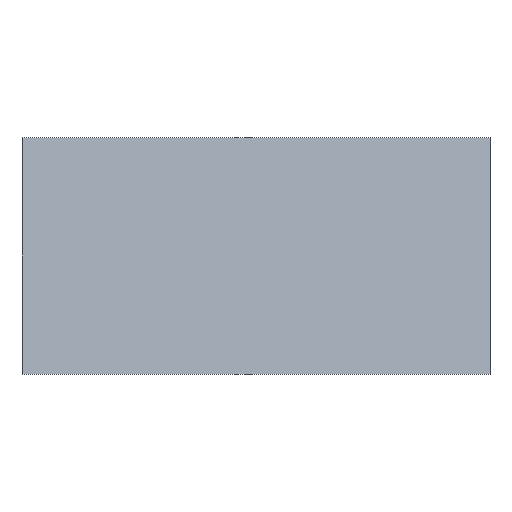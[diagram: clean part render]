
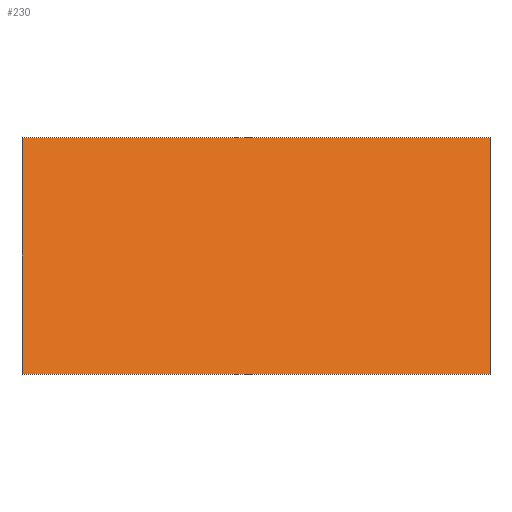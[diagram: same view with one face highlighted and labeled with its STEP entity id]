
A CAD part, front view. The second image highlights one B-rep face of the part: STEP entity #230.
In plain terms, the highlighted planar face has unit normal (0, -0.966, 0.259).
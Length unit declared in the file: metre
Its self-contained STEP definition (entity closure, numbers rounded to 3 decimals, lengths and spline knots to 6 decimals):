
#48=ORIENTED_EDGE('',*,*,#74,.T.);
#49=ORIENTED_EDGE('',*,*,#86,.F.);
#50=ORIENTED_EDGE('',*,*,#92,.F.);
#51=ORIENTED_EDGE('',*,*,#90,.F.);
#74=EDGE_CURVE('',#105,#104,#124,.T.);
#86=EDGE_CURVE('',#115,#104,#136,.T.);
#90=EDGE_CURVE('',#105,#117,#140,.T.);
#92=EDGE_CURVE('',#117,#115,#142,.T.);
#104=VERTEX_POINT('',#326);
#105=VERTEX_POINT('',#328);
#115=VERTEX_POINT('',#351);
#117=VERTEX_POINT('',#359);
#124=LINE('',#327,#154);
#136=LINE('',#352,#166);
#140=LINE('',#358,#170);
#142=LINE('',#362,#172);
#154=VECTOR('',#268,1.);
#166=VECTOR('',#284,1.);
#170=VECTOR('',#290,1.);
#172=VECTOR('',#294,1.);
#190=EDGE_LOOP('',(#48,#49,#50,#51));
#204=FACE_BOUND('',#190,.T.);
#217=PLANE('',#256);
#230=ADVANCED_FACE('',(#204),#217,.T.);
#256=AXIS2_PLACEMENT_3D('',#366,#300,#301);
#268=DIRECTION('',(-1.,0.,0.));
#284=DIRECTION('',(0.,0.259,0.966));
#290=DIRECTION('',(0.,-0.259,-0.966));
#294=DIRECTION('',(-1.,0.,0.));
#300=DIRECTION('',(0.,-0.966,0.259));
#301=DIRECTION('',(0.,-0.259,-0.966));
#326=CARTESIAN_POINT('',(-0.115,-0.164447,0.058044));
#327=CARTESIAN_POINT('',(0.106877,-0.164447,0.058044));
#328=CARTESIAN_POINT('',(0.,-0.164447,0.058044));
#351=CARTESIAN_POINT('',(-0.115,-0.18,0.));
#352=CARTESIAN_POINT('',(-0.115,-0.172224,0.029022));
#358=CARTESIAN_POINT('',(0.,-0.158971,0.078481));
#359=CARTESIAN_POINT('',(0.,-0.18,0.));
#362=CARTESIAN_POINT('',(-0.0575,-0.18,0.));
#366=CARTESIAN_POINT('',(0.106877,-0.172224,0.029022));
